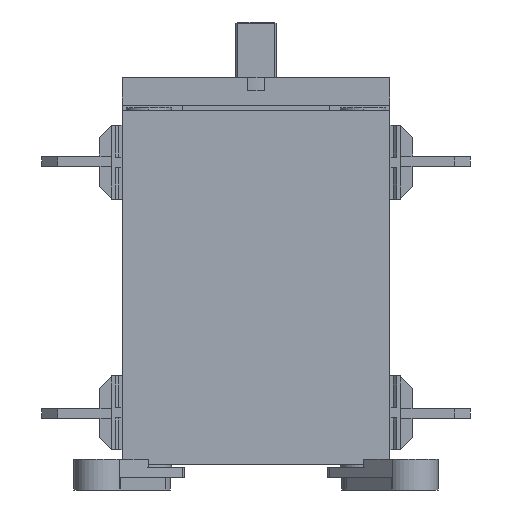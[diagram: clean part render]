
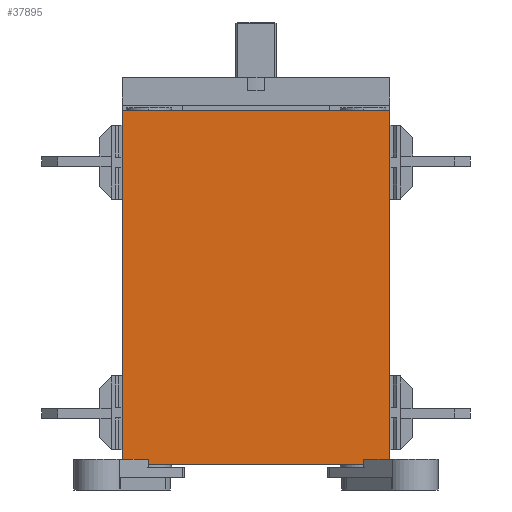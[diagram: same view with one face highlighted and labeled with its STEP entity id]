
A CAD part, left-side view. The second image highlights one B-rep face of the part: STEP entity #37895.
In plain terms, the highlighted planar face has unit normal (-1, 0, 0).
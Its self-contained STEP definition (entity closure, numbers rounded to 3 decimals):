
#25593=DIRECTION('',(0.,0.,1.));
#25594=VECTOR('',#25593,132.2);
#25595=CARTESIAN_POINT('',(0.,0.,-108.6));
#25596=LINE('',#25595,#25594);
#26532=DIRECTION('',(0.,-1.,0.));
#26533=VECTOR('',#26532,100.);
#26534=CARTESIAN_POINT('',(0.,100.,23.6));
#26535=LINE('',#26534,#26533);
#26539=DIRECTION('',(0.,1.,0.));
#26540=VECTOR('',#26539,100.);
#26541=CARTESIAN_POINT('',(0.,0.,-108.6));
#26542=LINE('',#26541,#26540);
#26546=DIRECTION('',(0.,0.,1.));
#26547=VECTOR('',#26546,132.2);
#26548=CARTESIAN_POINT('',(0.,100.,-108.6));
#26549=LINE('',#26548,#26547);
#35132=CARTESIAN_POINT('',(0.,0.,23.6));
#35133=VERTEX_POINT('',#35132);
#35134=CARTESIAN_POINT('',(0.,100.,23.6));
#35135=VERTEX_POINT('',#35134);
#35228=CARTESIAN_POINT('',(0.,0.,-108.6));
#35229=VERTEX_POINT('',#35228);
#35434=CARTESIAN_POINT('',(0.,100.,-108.6));
#35435=VERTEX_POINT('',#35434);
#37884=CARTESIAN_POINT('',(0.,90.,3.3));
#37885=DIRECTION('',(1.,0.,0.));
#37886=DIRECTION('',(0.,0.,1.));
#37887=AXIS2_PLACEMENT_3D('',#37884,#37885,#37886);
#37888=PLANE('',#37887);
#37889=ORIENTED_EDGE('',*,*,#37061,.T.);
#37890=ORIENTED_EDGE('',*,*,#37221,.F.);
#37891=ORIENTED_EDGE('',*,*,#37825,.T.);
#37892=ORIENTED_EDGE('',*,*,#37584,.T.);
#37893=EDGE_LOOP('',(#37889,#37890,#37891,#37892));
#37894=FACE_OUTER_BOUND('',#37893,.F.);
#37061=EDGE_CURVE('',#35135,#35133,#26535,.T.);
#37221=EDGE_CURVE('',#35229,#35133,#25596,.T.);
#37584=EDGE_CURVE('',#35435,#35135,#26549,.T.);
#37825=EDGE_CURVE('',#35229,#35435,#26542,.T.);
#37895=ADVANCED_FACE('',(#37894),#37888,.F.);
